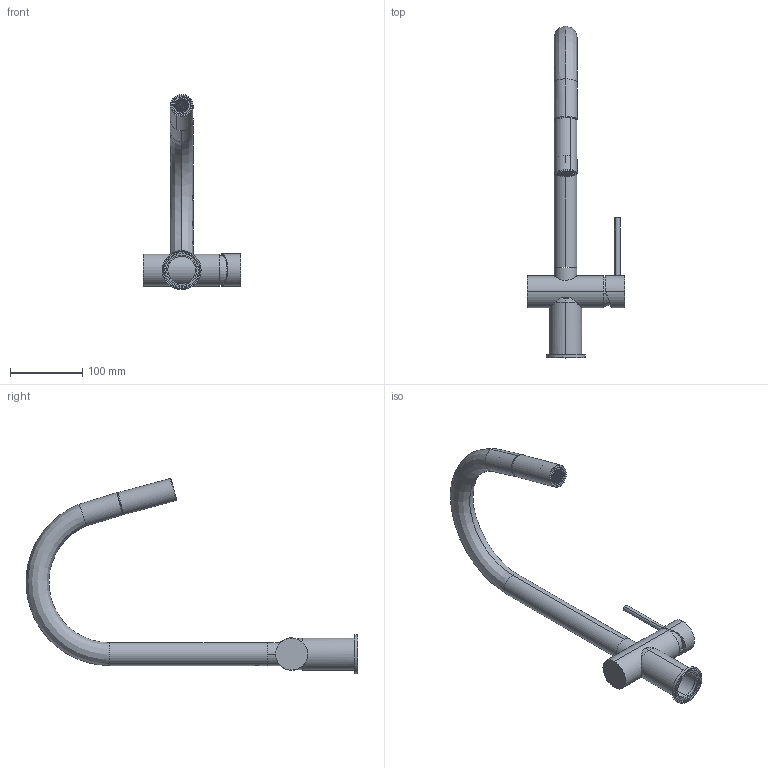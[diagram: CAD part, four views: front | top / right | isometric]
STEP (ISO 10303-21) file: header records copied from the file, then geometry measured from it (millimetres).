
FILE_DESCRIPTION (( 'STEP AP214' ), '1' );
FILE_NAME ('SUSSEX_SCALA_SSMPO_sink_mixer_pull_out_shell.STEP', '2021-05-12T01:37:29', ( '' ), ( '' ), 'SwSTEP 2.0', 'SolidWorks 2020', '' );
FILE_SCHEMA (( 'AUTOMOTIVE_DESIGN' ));
Length unit declared in the file: millimetre
Products named in the file (1): SUSSEX_SCALA_SSMPO_sink_mixer_pull_out_shell
Bounding box: 135.1 x 460.56 x 270.78 mm (x, y, z)
Volume: 324924.4 mm3; surface area: 184179.1 mm2
Topology: 13 solids, 15 shells, 515 faces, 1546 edges, 898 vertices
Faces by surface type: cylinder 310, plane 101, bspline 69, torus 24, cone 11
Entity records: 39924 total; most frequent: CARTESIAN_POINT 22757, ORIENTED_EDGE 3092, DIRECTION 1996, EDGE_CURVE 1546, VERTEX_POINT 898, LINE 684, VECTOR 684, AXIS2_PLACEMENT_3D 656
